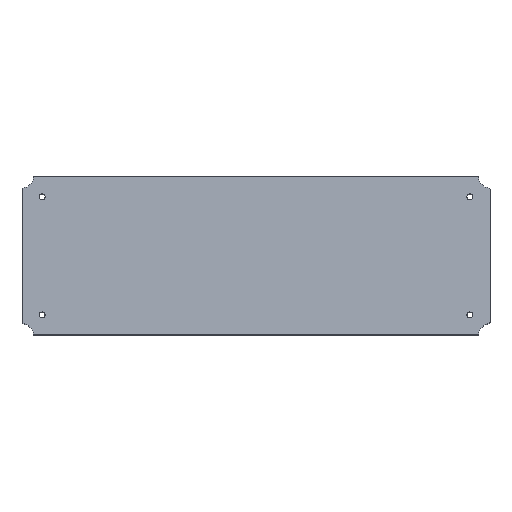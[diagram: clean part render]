
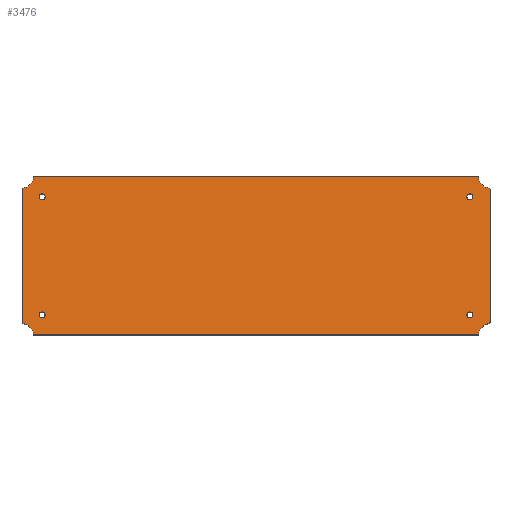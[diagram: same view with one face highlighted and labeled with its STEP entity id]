
A CAD part, top view. The second image highlights one B-rep face of the part: STEP entity #3476.
In plain terms, the highlighted planar face has unit normal (0, 0.104, 0.995).
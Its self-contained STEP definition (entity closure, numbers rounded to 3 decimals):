
#93=CIRCLE('',#3564,1.6);
#96=CIRCLE('',#3569,1.6);
#99=CIRCLE('',#3574,1.6);
#102=CIRCLE('',#3579,1.6);
#104=CIRCLE('',#3582,0.5);
#107=CIRCLE('',#3589,0.5);
#109=CIRCLE('',#3592,6.5);
#110=CIRCLE('',#3593,0.5);
#111=CIRCLE('',#3594,0.5);
#112=CIRCLE('',#3595,6.5);
#113=CIRCLE('',#3596,0.5);
#114=CIRCLE('',#3597,0.5);
#115=CIRCLE('',#3598,6.5);
#116=CIRCLE('',#3599,0.5);
#117=CIRCLE('',#3600,0.5);
#118=CIRCLE('',#3601,6.5);
#139=FACE_BOUND('',#549,.T.);
#140=FACE_BOUND('',#550,.T.);
#141=FACE_BOUND('',#551,.T.);
#142=FACE_BOUND('',#552,.T.);
#168=PLANE('',#3591);
#343=FACE_OUTER_BOUND('',#548,.T.);
#548=EDGE_LOOP('',(#3044,#3045,#3046,#3047,#3048,#3049,#3050,#3051,#3052,
#3053,#3054,#3055,#3056,#3057,#3058,#3059));
#549=EDGE_LOOP('',(#3060));
#550=EDGE_LOOP('',(#3061));
#551=EDGE_LOOP('',(#3062));
#552=EDGE_LOOP('',(#3063));
#762=LINE('',#6737,#964);
#765=LINE('',#6814,#967);
#766=LINE('',#6822,#968);
#767=LINE('',#6830,#969);
#964=VECTOR('',#3948,10.);
#967=VECTOR('',#3971,10.);
#968=VECTOR('',#3978,10.);
#969=VECTOR('',#3985,10.);
#1538=VERTEX_POINT('',#6629);
#1541=VERTEX_POINT('',#6639);
#1544=VERTEX_POINT('',#6649);
#1547=VERTEX_POINT('',#6659);
#1551=VERTEX_POINT('',#6727);
#1552=VERTEX_POINT('',#6728);
#1554=VERTEX_POINT('',#6735);
#1558=VERTEX_POINT('',#6763);
#1560=VERTEX_POINT('',#6809);
#1561=VERTEX_POINT('',#6811);
#1562=VERTEX_POINT('',#6813);
#1563=VERTEX_POINT('',#6815);
#1564=VERTEX_POINT('',#6817);
#1565=VERTEX_POINT('',#6819);
#1566=VERTEX_POINT('',#6821);
#1567=VERTEX_POINT('',#6823);
#1568=VERTEX_POINT('',#6825);
#1569=VERTEX_POINT('',#6827);
#1570=VERTEX_POINT('',#6829);
#1571=VERTEX_POINT('',#6831);
#2030=EDGE_CURVE('',#1538,#1538,#93,.F.);
#2035=EDGE_CURVE('',#1541,#1541,#96,.F.);
#2040=EDGE_CURVE('',#1544,#1544,#99,.F.);
#2045=EDGE_CURVE('',#1547,#1547,#102,.F.);
#2049=EDGE_CURVE('',#1551,#1552,#104,.T.);
#2054=EDGE_CURVE('',#1551,#1554,#762,.T.);
#2060=EDGE_CURVE('',#1558,#1554,#107,.T.);
#2064=EDGE_CURVE('',#1558,#1560,#109,.T.);
#2065=EDGE_CURVE('',#1561,#1560,#110,.T.);
#2066=EDGE_CURVE('',#1561,#1562,#765,.T.);
#2067=EDGE_CURVE('',#1563,#1562,#111,.T.);
#2068=EDGE_CURVE('',#1563,#1564,#112,.T.);
#2069=EDGE_CURVE('',#1565,#1564,#113,.T.);
#2070=EDGE_CURVE('',#1565,#1566,#766,.T.);
#2071=EDGE_CURVE('',#1567,#1566,#114,.T.);
#2072=EDGE_CURVE('',#1567,#1568,#115,.T.);
#2073=EDGE_CURVE('',#1569,#1568,#116,.T.);
#2074=EDGE_CURVE('',#1569,#1570,#767,.T.);
#2075=EDGE_CURVE('',#1571,#1570,#117,.T.);
#2076=EDGE_CURVE('',#1571,#1552,#118,.T.);
#3044=ORIENTED_EDGE('',*,*,#2049,.F.);
#3045=ORIENTED_EDGE('',*,*,#2054,.T.);
#3046=ORIENTED_EDGE('',*,*,#2060,.F.);
#3047=ORIENTED_EDGE('',*,*,#2064,.T.);
#3048=ORIENTED_EDGE('',*,*,#2065,.F.);
#3049=ORIENTED_EDGE('',*,*,#2066,.T.);
#3050=ORIENTED_EDGE('',*,*,#2067,.F.);
#3051=ORIENTED_EDGE('',*,*,#2068,.T.);
#3052=ORIENTED_EDGE('',*,*,#2069,.F.);
#3053=ORIENTED_EDGE('',*,*,#2070,.T.);
#3054=ORIENTED_EDGE('',*,*,#2071,.F.);
#3055=ORIENTED_EDGE('',*,*,#2072,.T.);
#3056=ORIENTED_EDGE('',*,*,#2073,.F.);
#3057=ORIENTED_EDGE('',*,*,#2074,.T.);
#3058=ORIENTED_EDGE('',*,*,#2075,.F.);
#3059=ORIENTED_EDGE('',*,*,#2076,.T.);
#3060=ORIENTED_EDGE('',*,*,#2030,.T.);
#3061=ORIENTED_EDGE('',*,*,#2035,.T.);
#3062=ORIENTED_EDGE('',*,*,#2040,.T.);
#3063=ORIENTED_EDGE('',*,*,#2045,.T.);
#3476=ADVANCED_FACE('',(#343,#139,#140,#141,#142),#168,.F.);
#3564=AXIS2_PLACEMENT_3D('',#6631,#3898,#3899);
#3569=AXIS2_PLACEMENT_3D('',#6641,#3910,#3911);
#3574=AXIS2_PLACEMENT_3D('',#6651,#3922,#3923);
#3579=AXIS2_PLACEMENT_3D('',#6661,#3934,#3935);
#3582=AXIS2_PLACEMENT_3D('',#6729,#3940,#3941);
#3589=AXIS2_PLACEMENT_3D('',#6764,#3960,#3961);
#3591=AXIS2_PLACEMENT_3D('',#6808,#3965,#3966);
#3592=AXIS2_PLACEMENT_3D('',#6810,#3967,#3968);
#3593=AXIS2_PLACEMENT_3D('',#6812,#3969,#3970);
#3594=AXIS2_PLACEMENT_3D('',#6816,#3972,#3973);
#3595=AXIS2_PLACEMENT_3D('',#6818,#3974,#3975);
#3596=AXIS2_PLACEMENT_3D('',#6820,#3976,#3977);
#3597=AXIS2_PLACEMENT_3D('',#6824,#3979,#3980);
#3598=AXIS2_PLACEMENT_3D('',#6826,#3981,#3982);
#3599=AXIS2_PLACEMENT_3D('',#6828,#3983,#3984);
#3600=AXIS2_PLACEMENT_3D('',#6832,#3986,#3987);
#3601=AXIS2_PLACEMENT_3D('',#6833,#3988,#3989);
#3898=DIRECTION('center_axis',(0.,0.105,0.995));
#3899=DIRECTION('ref_axis',(-1.,0.,0.));
#3910=DIRECTION('center_axis',(0.,0.105,0.995));
#3911=DIRECTION('ref_axis',(-1.,0.,0.));
#3922=DIRECTION('center_axis',(0.,0.105,0.995));
#3923=DIRECTION('ref_axis',(-1.,0.,0.));
#3934=DIRECTION('center_axis',(0.,0.105,0.995));
#3935=DIRECTION('ref_axis',(-1.,0.,0.));
#3940=DIRECTION('center_axis',(0.,-0.105,-0.995));
#3941=DIRECTION('ref_axis',(-0.744,0.664,-0.07));
#3948=DIRECTION('',(0.,-0.995,0.105));
#3960=DIRECTION('center_axis',(0.,-0.105,-0.995));
#3961=DIRECTION('ref_axis',(-0.744,-0.664,0.07));
#3965=DIRECTION('center_axis',(0.,-0.105,-0.995));
#3966=DIRECTION('ref_axis',(1.,0.,0.));
#3967=DIRECTION('center_axis',(0.,-0.105,-0.995));
#3968=DIRECTION('ref_axis',(1.,0.,0.));
#3969=DIRECTION('center_axis',(0.,-0.105,-0.995));
#3970=DIRECTION('ref_axis',(-0.668,-0.74,0.078));
#3971=DIRECTION('',(1.,0.,0.));
#3972=DIRECTION('center_axis',(0.,-0.105,-0.995));
#3973=DIRECTION('ref_axis',(0.668,-0.74,0.078));
#3974=DIRECTION('center_axis',(0.,-0.105,-0.995));
#3975=DIRECTION('ref_axis',(1.,0.,0.));
#3976=DIRECTION('center_axis',(0.,-0.105,-0.995));
#3977=DIRECTION('ref_axis',(0.744,-0.664,0.07));
#3978=DIRECTION('',(0.,0.995,-0.105));
#3979=DIRECTION('center_axis',(0.,-0.105,-0.995));
#3980=DIRECTION('ref_axis',(0.744,0.664,-0.07));
#3981=DIRECTION('center_axis',(0.,-0.105,-0.995));
#3982=DIRECTION('ref_axis',(1.,0.,0.));
#3983=DIRECTION('center_axis',(0.,-0.105,-0.995));
#3984=DIRECTION('ref_axis',(0.668,0.74,-0.078));
#3985=DIRECTION('',(-1.,0.,0.));
#3986=DIRECTION('center_axis',(0.,-0.105,-0.995));
#3987=DIRECTION('ref_axis',(-0.668,0.74,-0.078));
#3988=DIRECTION('center_axis',(0.,-0.105,-0.995));
#3989=DIRECTION('ref_axis',(1.,0.,0.));
#6629=CARTESIAN_POINT('',(-115.,-36.3,10.987));
#6631=CARTESIAN_POINT('Origin',(-116.6,-36.3,10.987));
#6639=CARTESIAN_POINT('',(118.2,-36.3,10.987));
#6641=CARTESIAN_POINT('Origin',(116.6,-36.3,10.987));
#6649=CARTESIAN_POINT('',(-115.,28.08,4.22));
#6651=CARTESIAN_POINT('Origin',(-116.6,28.08,4.22));
#6659=CARTESIAN_POINT('',(118.2,28.08,4.22));
#6661=CARTESIAN_POINT('Origin',(116.6,28.08,4.22));
#6727=CARTESIAN_POINT('',(-127.6,32.347,3.772));
#6728=CARTESIAN_POINT('',(-127.154,32.842,3.72));
#6729=CARTESIAN_POINT('Origin',(-127.1,32.347,3.772));
#6735=CARTESIAN_POINT('',(-127.6,-40.567,11.435));
#6737=CARTESIAN_POINT('',(-127.6,14.446,5.653));
#6763=CARTESIAN_POINT('',(-127.154,-41.061,11.487));
#6764=CARTESIAN_POINT('Origin',(-127.1,-40.567,11.435));
#6808=CARTESIAN_POINT('Origin',(0.,-4.162,7.609));
#6809=CARTESIAN_POINT('',(-121.387,-46.796,12.09));
#6810=CARTESIAN_POINT('Origin',(-127.85,-47.488,12.163));
#6811=CARTESIAN_POINT('',(-120.89,-47.24,12.137));
#6812=CARTESIAN_POINT('Origin',(-120.89,-46.743,12.084));
#6813=CARTESIAN_POINT('',(120.89,-47.24,12.137));
#6814=CARTESIAN_POINT('',(-60.8,-47.24,12.137));
#6815=CARTESIAN_POINT('',(121.387,-46.796,12.09));
#6816=CARTESIAN_POINT('Origin',(120.89,-46.743,12.084));
#6817=CARTESIAN_POINT('',(127.154,-41.061,11.487));
#6818=CARTESIAN_POINT('Origin',(127.85,-47.488,12.163));
#6819=CARTESIAN_POINT('',(127.6,-40.567,11.435));
#6820=CARTESIAN_POINT('Origin',(127.1,-40.567,11.435));
#6821=CARTESIAN_POINT('',(127.6,32.347,3.772));
#6822=CARTESIAN_POINT('',(127.6,-22.717,9.559));
#6823=CARTESIAN_POINT('',(127.154,32.842,3.72));
#6824=CARTESIAN_POINT('Origin',(127.1,32.347,3.772));
#6825=CARTESIAN_POINT('',(121.387,38.576,3.117));
#6826=CARTESIAN_POINT('Origin',(127.85,39.269,3.044));
#6827=CARTESIAN_POINT('',(120.89,39.02,3.07));
#6828=CARTESIAN_POINT('Origin',(120.89,38.523,3.123));
#6829=CARTESIAN_POINT('',(-120.89,39.02,3.07));
#6830=CARTESIAN_POINT('',(60.8,39.02,3.07));
#6831=CARTESIAN_POINT('',(-121.387,38.576,3.117));
#6832=CARTESIAN_POINT('Origin',(-120.89,38.523,3.123));
#6833=CARTESIAN_POINT('Origin',(-127.85,39.269,3.044));
